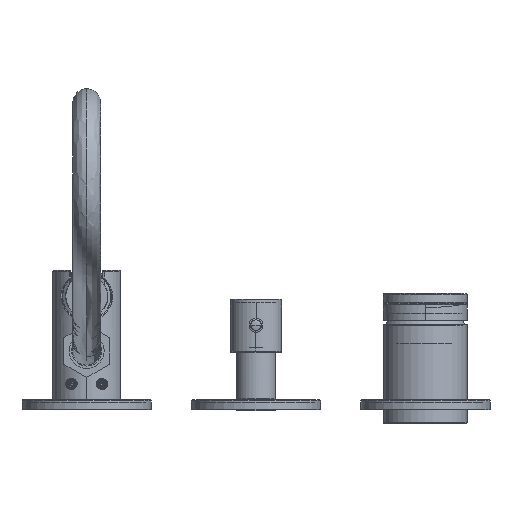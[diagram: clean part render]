
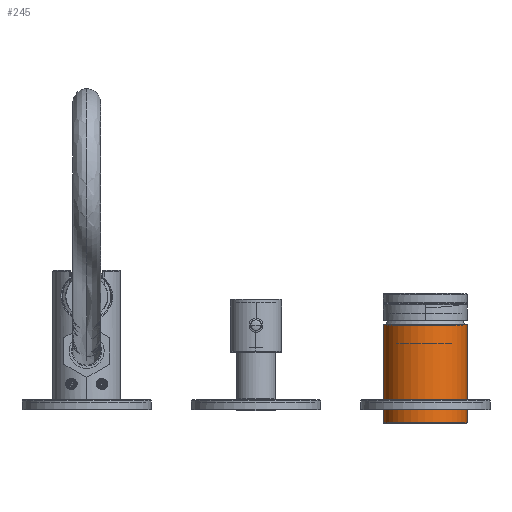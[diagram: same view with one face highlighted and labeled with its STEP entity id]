
A CAD part, top view. The second image highlights one B-rep face of the part: STEP entity #245.
In plain terms, the highlighted cylindrical face has radius 21 mm (diameter 42 mm), a partial arc.
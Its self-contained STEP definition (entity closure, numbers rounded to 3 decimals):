
#1=CARTESIAN_POINT('',(0.,49.6,0.));
#2=DIRECTION('',(0.,-1.,0.));
#3=DIRECTION('',(1.,0.,0.));
#4=AXIS2_PLACEMENT_3D('',#1,#2,#3);
#21=DIRECTION('',(0.,1.,0.));
#22=VECTOR('',#21,49.4);
#23=CARTESIAN_POINT('',(-21.,0.2,0.));
#24=LINE('',#23,#22);
#25=CARTESIAN_POINT('',(0.,0.2,0.));
#26=DIRECTION('',(0.,1.,0.));
#27=DIRECTION('',(-1.,0.,0.));
#28=AXIS2_PLACEMENT_3D('',#25,#26,#27);
#30=CARTESIAN_POINT('',(0.,0.2,0.));
#31=DIRECTION('',(0.,1.,0.));
#32=DIRECTION('',(0.,0.,1.));
#33=AXIS2_PLACEMENT_3D('',#30,#31,#32);
#83=DIRECTION('',(0.,1.,0.));
#84=VECTOR('',#83,49.4);
#85=CARTESIAN_POINT('',(21.,0.2,0.));
#86=LINE('',#85,#84);
#163=CARTESIAN_POINT('',(21.,49.6,0.));
#164=CARTESIAN_POINT('',(-21.,49.6,0.));
#165=VERTEX_POINT('',#163);
#166=VERTEX_POINT('',#164);
#171=CARTESIAN_POINT('',(0.,0.2,21.));
#172=CARTESIAN_POINT('',(21.,0.2,0.));
#173=VERTEX_POINT('',#171);
#174=VERTEX_POINT('',#172);
#175=CARTESIAN_POINT('',(-21.,0.2,0.));
#176=VERTEX_POINT('',#175);
#229=CARTESIAN_POINT('',(0.,52.08,0.));
#230=DIRECTION('',(0.,-1.,0.));
#231=DIRECTION('',(-1.,0.,0.));
#232=AXIS2_PLACEMENT_3D('',#229,#230,#231);
#233=CYLINDRICAL_SURFACE('',#232,21.);
#235=ORIENTED_EDGE('',*,*,#234,.F.);
#237=ORIENTED_EDGE('',*,*,#236,.F.);
#239=ORIENTED_EDGE('',*,*,#238,.T.);
#240=ORIENTED_EDGE('',*,*,#216,.F.);
#242=ORIENTED_EDGE('',*,*,#241,.F.);
#243=EDGE_LOOP('',(#235,#237,#239,#240,#242));
#244=FACE_OUTER_BOUND('',#243,.F.);
#5=CIRCLE('',#4,21.);
#29=CIRCLE('',#28,21.);
#34=CIRCLE('',#33,21.);
#216=EDGE_CURVE('',#165,#166,#5,.T.);
#234=EDGE_CURVE('',#173,#174,#34,.T.);
#236=EDGE_CURVE('',#176,#173,#29,.T.);
#238=EDGE_CURVE('',#176,#166,#24,.T.);
#241=EDGE_CURVE('',#174,#165,#86,.T.);
#245=ADVANCED_FACE('',(#244),#233,.T.);
